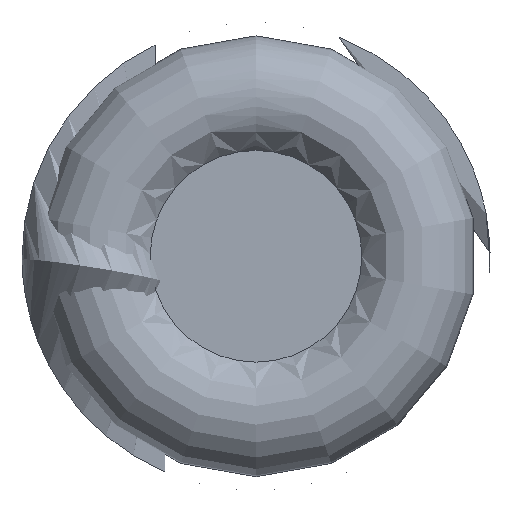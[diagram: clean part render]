
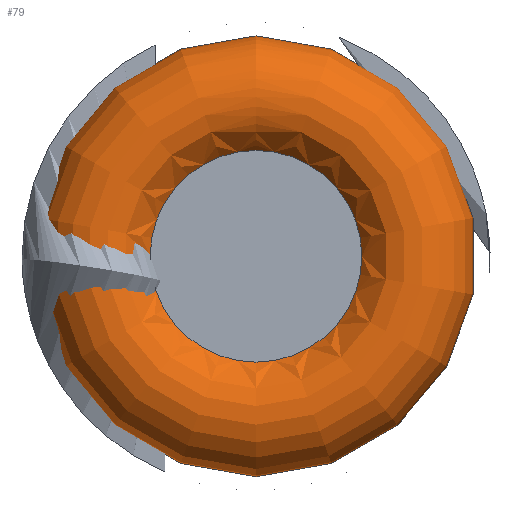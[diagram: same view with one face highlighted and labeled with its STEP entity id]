
A CAD part, left-side view. The second image highlights one B-rep face of the part: STEP entity #79.
In plain terms, the highlighted face is a revolution surface.
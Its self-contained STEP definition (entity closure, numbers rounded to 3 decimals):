
#55=SURFACE_OF_REVOLUTION('',#57,#56);
#56=AXIS1_PLACEMENT('',#428,#310);
#57=B_SPLINE_CURVE_WITH_KNOTS('',3,(#364,#365,#366,#367,#368,#369,#370,
#371,#372,#373,#374,#375,#376,#377,#378,#379,#380,#381,#382,#383,#384,#385,
#386,#387,#388,#389,#390,#391,#392,#393,#394,#395,#396,#397,#398,#399,#400,
#401,#402,#403,#404,#405,#406,#407,#408,#409,#410,#411,#412,#413,#414,#415,
#416,#417,#418,#419,#420,#421,#422,#423,#424,#425,#426,#427),
 .UNSPECIFIED.,.T.,.F.,(2,2,2,2,2,2,2,2,2,2,2,2,2,2,2,2,2,2,2,2,2,2,2,2,
2,2,2,2,2,2,2,2,2,2),(-0.031,0.,0.063,0.094,0.125,0.156,0.188,0.219,
0.25,0.281,0.313,0.344,0.375,0.406,0.438,0.469,0.5,0.531,0.563,
0.594,0.625,0.656,0.688,0.719,0.75,0.781,0.813,0.844,0.875,
0.906,0.938,0.969,1.,1.063),.UNSPECIFIED.);
#79=ADVANCED_FACE('',(#110,#111),#55,.T.);
#110=FACE_BOUND('',#140,.T.);
#111=FACE_BOUND('',#141,.T.);
#140=EDGE_LOOP('',(#172));
#141=EDGE_LOOP('',(#173));
#172=ORIENTED_EDGE('',*,*,#211,.F.);
#173=ORIENTED_EDGE('',*,*,#210,.T.);
#194=VERTEX_POINT('',#360);
#195=VERTEX_POINT('',#363);
#210=EDGE_CURVE('',#194,#194,#226,.T.);
#211=EDGE_CURVE('',#195,#195,#227,.T.);
#226=CIRCLE('',#252,14.107);
#227=CIRCLE('',#254,7.236);
#252=AXIS2_PLACEMENT_3D('',#359,#304,#305);
#254=AXIS2_PLACEMENT_3D('',#362,#308,#309);
#304=DIRECTION('',(-1.,0.,0.));
#305=DIRECTION('',(0.,0.,1.));
#308=DIRECTION('',(-1.,0.,0.));
#309=DIRECTION('',(0.,0.,1.));
#310=DIRECTION('',(-1.,0.,0.));
#359=CARTESIAN_POINT('',(7.899,0.,0.));
#360=CARTESIAN_POINT('',(7.899,0.,14.107));
#362=CARTESIAN_POINT('',(3.,0.,0.));
#363=CARTESIAN_POINT('',(3.,0.,7.236));
#364=CARTESIAN_POINT('',(4.922,6.614,0.));
#365=CARTESIAN_POINT('',(5.764,6.606,0.));
#366=CARTESIAN_POINT('',(6.322,6.711,0.));
#367=CARTESIAN_POINT('',(7.093,7.02,0.));
#368=CARTESIAN_POINT('',(7.343,7.15,0.));
#369=CARTESIAN_POINT('',(7.809,7.456,0.));
#370=CARTESIAN_POINT('',(8.024,7.63,0.));
#371=CARTESIAN_POINT('',(8.419,8.02,0.));
#372=CARTESIAN_POINT('',(8.599,8.238,0.));
#373=CARTESIAN_POINT('',(8.908,8.699,0.));
#374=CARTESIAN_POINT('',(9.038,8.943,0.));
#375=CARTESIAN_POINT('',(9.252,9.46,0.));
#376=CARTESIAN_POINT('',(9.332,9.728,0.));
#377=CARTESIAN_POINT('',(9.438,10.271,0.));
#378=CARTESIAN_POINT('',(9.464,10.55,0.));
#379=CARTESIAN_POINT('',(9.462,11.108,0.));
#380=CARTESIAN_POINT('',(9.433,11.383,0.));
#381=CARTESIAN_POINT('',(9.323,11.927,0.));
#382=CARTESIAN_POINT('',(9.239,12.197,0.));
#383=CARTESIAN_POINT('',(9.025,12.709,0.));
#384=CARTESIAN_POINT('',(8.894,12.952,0.));
#385=CARTESIAN_POINT('',(8.583,13.414,0.));
#386=CARTESIAN_POINT('',(8.404,13.632,0.));
#387=CARTESIAN_POINT('',(8.012,14.023,0.));
#388=CARTESIAN_POINT('',(7.798,14.199,0.));
#389=CARTESIAN_POINT('',(7.332,14.511,0.));
#390=CARTESIAN_POINT('',(7.087,14.642,0.));
#391=CARTESIAN_POINT('',(6.576,14.855,0.));
#392=CARTESIAN_POINT('',(6.307,14.938,0.));
#393=CARTESIAN_POINT('',(5.761,15.048,0.));
#394=CARTESIAN_POINT('',(5.485,15.077,0.));
#395=CARTESIAN_POINT('',(4.931,15.08,0.));
#396=CARTESIAN_POINT('',(4.649,15.054,0.));
#397=CARTESIAN_POINT('',(4.104,14.949,0.));
#398=CARTESIAN_POINT('',(3.839,14.87,0.));
#399=CARTESIAN_POINT('',(3.322,14.661,0.));
#400=CARTESIAN_POINT('',(3.073,14.53,0.));
#401=CARTESIAN_POINT('',(2.611,14.225,0.));
#402=CARTESIAN_POINT('',(2.394,14.05,0.));
#403=CARTESIAN_POINT('',(1.996,13.657,0.));
#404=CARTESIAN_POINT('',(1.819,13.443,0.));
#405=CARTESIAN_POINT('',(1.509,12.984,0.));
#406=CARTESIAN_POINT('',(1.374,12.736,0.));
#407=CARTESIAN_POINT('',(1.16,12.223,0.));
#408=CARTESIAN_POINT('',(1.079,11.959,0.));
#409=CARTESIAN_POINT('',(0.969,11.413,0.));
#410=CARTESIAN_POINT('',(0.942,11.132,0.));
#411=CARTESIAN_POINT('',(0.942,10.579,0.));
#412=CARTESIAN_POINT('',(0.97,10.303,0.));
#413=CARTESIAN_POINT('',(1.081,9.753,0.));
#414=CARTESIAN_POINT('',(1.163,9.488,0.));
#415=CARTESIAN_POINT('',(1.377,8.977,0.));
#416=CARTESIAN_POINT('',(1.511,8.73,0.));
#417=CARTESIAN_POINT('',(1.824,8.269,0.));
#418=CARTESIAN_POINT('',(2.001,8.056,0.));
#419=CARTESIAN_POINT('',(2.395,7.666,0.));
#420=CARTESIAN_POINT('',(2.614,7.487,0.));
#421=CARTESIAN_POINT('',(3.076,7.181,0.));
#422=CARTESIAN_POINT('',(3.32,7.051,0.));
#423=CARTESIAN_POINT('',(3.835,6.837,0.));
#424=CARTESIAN_POINT('',(4.104,6.755,0.));
#425=CARTESIAN_POINT('',(4.646,6.644,0.));
#426=CARTESIAN_POINT('',(4.922,6.614,0.));
#427=CARTESIAN_POINT('',(5.764,6.606,0.));
#428=CARTESIAN_POINT('',(0.,0.,0.));
